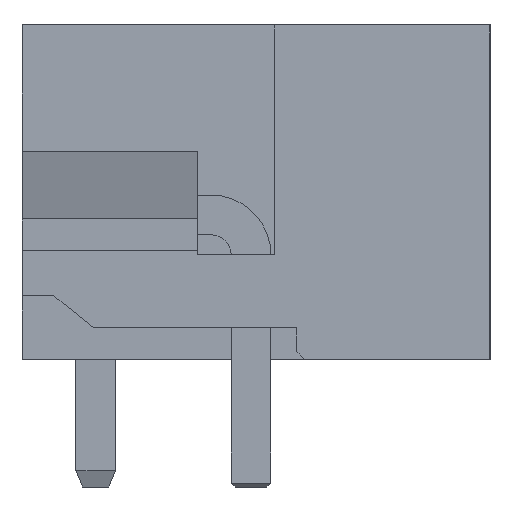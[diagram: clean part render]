
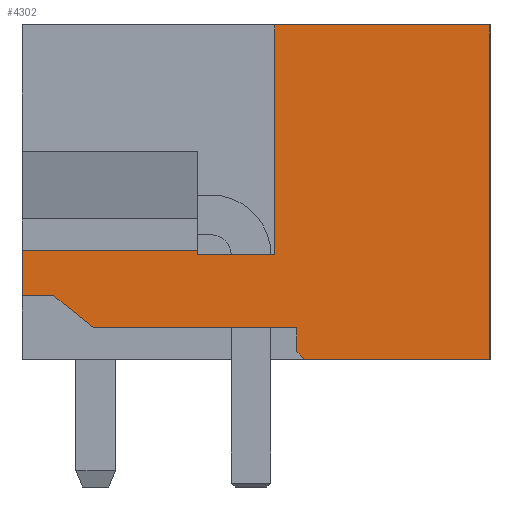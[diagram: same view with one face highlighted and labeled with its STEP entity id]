
A CAD part, left-side view. The second image highlights one B-rep face of the part: STEP entity #4302.
In plain terms, the highlighted planar face has unit normal (-1, 0, 0).
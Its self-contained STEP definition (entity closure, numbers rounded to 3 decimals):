
#4266=AXIS2_PLACEMENT_3D('Plane Axis2P3D',#4263,#4264,#4265) ;
#335=CARTESIAN_POINT('Vertex',(0.,0.,3.2)) ;
#338=CARTESIAN_POINT('Line Origine',(0.,2.325,3.2)) ;
#342=CARTESIAN_POINT('Vertex',(0.,4.65,3.2)) ;
#793=CARTESIAN_POINT('Vertex',(0.,0.,11.6)) ;
#796=CARTESIAN_POINT('Line Origine',(0.,0.,7.4)) ;
#1321=CARTESIAN_POINT('Vertex',(0.,5.4,11.6)) ;
#1324=CARTESIAN_POINT('Line Origine',(0.,2.7,11.6)) ;
#1480=CARTESIAN_POINT('Vertex',(0.,11.75,4.8)) ;
#1483=CARTESIAN_POINT('Line Origine',(0.,11.75,5.365)) ;
#1487=CARTESIAN_POINT('Vertex',(0.,11.75,5.93)) ;
#3781=CARTESIAN_POINT('Line Origine',(0.,11.35,4.8)) ;
#3785=CARTESIAN_POINT('Vertex',(0.,10.95,4.8)) ;
#3853=CARTESIAN_POINT('Line Origine',(0.,10.45,4.4)) ;
#3857=CARTESIAN_POINT('Vertex',(0.,9.95,4.)) ;
#3877=CARTESIAN_POINT('Line Origine',(0.,4.75,3.3)) ;
#3881=CARTESIAN_POINT('Vertex',(0.,4.85,3.4)) ;
#3901=CARTESIAN_POINT('Line Origine',(0.,4.85,3.7)) ;
#3905=CARTESIAN_POINT('Vertex',(0.,4.85,4.)) ;
#3925=CARTESIAN_POINT('Line Origine',(0.,7.4,4.)) ;
#3948=CARTESIAN_POINT('Vertex',(0.,7.35,5.93)) ;
#3956=CARTESIAN_POINT('Line Origine',(0.,9.55,5.93)) ;
#4263=CARTESIAN_POINT('Axis2P3D Location',(0.,0.,0.)) ;
#4268=CARTESIAN_POINT('Line Origine',(0.,5.4,8.715)) ;
#4272=CARTESIAN_POINT('Vertex',(0.,5.4,5.83)) ;
#4275=CARTESIAN_POINT('Line Origine',(0.,6.375,5.83)) ;
#4279=CARTESIAN_POINT('Vertex',(0.,7.35,5.83)) ;
#4282=CARTESIAN_POINT('Line Origine',(0.,7.35,5.88)) ;
#339=DIRECTION('Vector Direction',(0.,1.,0.)) ;
#797=DIRECTION('Vector Direction',(0.,0.,1.)) ;
#1325=DIRECTION('Vector Direction',(0.,-1.,0.)) ;
#1484=DIRECTION('Vector Direction',(0.,0.,-1.)) ;
#3782=DIRECTION('Vector Direction',(0.,-1.,0.)) ;
#3854=DIRECTION('Vector Direction',(0.,-0.781,-0.625)) ;
#3878=DIRECTION('Vector Direction',(0.,-0.707,-0.707)) ;
#3902=DIRECTION('Vector Direction',(0.,0.,-1.)) ;
#3926=DIRECTION('Vector Direction',(0.,-1.,0.)) ;
#3957=DIRECTION('Vector Direction',(0.,1.,0.)) ;
#4264=DIRECTION('Axis2P3D Direction',(-1.,0.,0.)) ;
#4265=DIRECTION('Axis2P3D XDirection',(0.,-1.,0.)) ;
#4269=DIRECTION('Vector Direction',(0.,0.,-1.)) ;
#4276=DIRECTION('Vector Direction',(0.,1.,0.)) ;
#4283=DIRECTION('Vector Direction',(0.,0.,-1.)) ;
#340=VECTOR('Line Direction',#339,1.) ;
#798=VECTOR('Line Direction',#797,1.) ;
#1326=VECTOR('Line Direction',#1325,1.) ;
#1485=VECTOR('Line Direction',#1484,1.) ;
#3783=VECTOR('Line Direction',#3782,1.) ;
#3855=VECTOR('Line Direction',#3854,1.) ;
#3879=VECTOR('Line Direction',#3878,1.) ;
#3903=VECTOR('Line Direction',#3902,1.) ;
#3927=VECTOR('Line Direction',#3926,1.) ;
#3958=VECTOR('Line Direction',#3957,1.) ;
#4270=VECTOR('Line Direction',#4269,1.) ;
#4277=VECTOR('Line Direction',#4276,1.) ;
#4284=VECTOR('Line Direction',#4283,1.) ;
#4288=ORIENTED_EDGE('',*,*,#3960,.T.) ;
#4289=ORIENTED_EDGE('',*,*,#1489,.T.) ;
#4290=ORIENTED_EDGE('',*,*,#3787,.F.) ;
#4291=ORIENTED_EDGE('',*,*,#3859,.F.) ;
#4292=ORIENTED_EDGE('',*,*,#3929,.F.) ;
#4293=ORIENTED_EDGE('',*,*,#3907,.F.) ;
#4294=ORIENTED_EDGE('',*,*,#3883,.F.) ;
#4295=ORIENTED_EDGE('',*,*,#344,.T.) ;
#4296=ORIENTED_EDGE('',*,*,#800,.T.) ;
#4297=ORIENTED_EDGE('',*,*,#1328,.T.) ;
#4298=ORIENTED_EDGE('',*,*,#4274,.T.) ;
#4299=ORIENTED_EDGE('',*,*,#4281,.T.) ;
#4300=ORIENTED_EDGE('',*,*,#4286,.F.) ;
#4302=ADVANCED_FACE('HOUSING',(#4301),#4267,.T.) ;
#344=EDGE_CURVE('',#343,#336,#341,.F.) ;
#800=EDGE_CURVE('',#336,#794,#799,.T.) ;
#1328=EDGE_CURVE('',#794,#1322,#1327,.F.) ;
#1489=EDGE_CURVE('',#1488,#1481,#1486,.T.) ;
#3787=EDGE_CURVE('',#3786,#1481,#3784,.F.) ;
#3859=EDGE_CURVE('',#3858,#3786,#3856,.F.) ;
#3883=EDGE_CURVE('',#343,#3882,#3880,.F.) ;
#3907=EDGE_CURVE('',#3882,#3906,#3904,.F.) ;
#3929=EDGE_CURVE('',#3906,#3858,#3928,.F.) ;
#3960=EDGE_CURVE('',#3949,#1488,#3959,.T.) ;
#4274=EDGE_CURVE('',#1322,#4273,#4271,.T.) ;
#4281=EDGE_CURVE('',#4273,#4280,#4278,.T.) ;
#4286=EDGE_CURVE('',#3949,#4280,#4285,.T.) ;
#4287=EDGE_LOOP('',(#4288,#4289,#4290,#4291,#4292,#4293,#4294,#4295,#4296,#4297,#4298,#4299,#4300)) ;
#4301=FACE_OUTER_BOUND('',#4287,.T.) ;
#341=LINE('Line',#338,#340) ;
#799=LINE('Line',#796,#798) ;
#1327=LINE('Line',#1324,#1326) ;
#1486=LINE('Line',#1483,#1485) ;
#3784=LINE('Line',#3781,#3783) ;
#3856=LINE('Line',#3853,#3855) ;
#3880=LINE('Line',#3877,#3879) ;
#3904=LINE('Line',#3901,#3903) ;
#3928=LINE('Line',#3925,#3927) ;
#3959=LINE('Line',#3956,#3958) ;
#4271=LINE('Line',#4268,#4270) ;
#4278=LINE('Line',#4275,#4277) ;
#4285=LINE('Line',#4282,#4284) ;
#4267=PLANE('',#4266) ;
#336=VERTEX_POINT('',#335) ;
#343=VERTEX_POINT('',#342) ;
#794=VERTEX_POINT('',#793) ;
#1322=VERTEX_POINT('',#1321) ;
#1481=VERTEX_POINT('',#1480) ;
#1488=VERTEX_POINT('',#1487) ;
#3786=VERTEX_POINT('',#3785) ;
#3858=VERTEX_POINT('',#3857) ;
#3882=VERTEX_POINT('',#3881) ;
#3906=VERTEX_POINT('',#3905) ;
#3949=VERTEX_POINT('',#3948) ;
#4273=VERTEX_POINT('',#4272) ;
#4280=VERTEX_POINT('',#4279) ;
